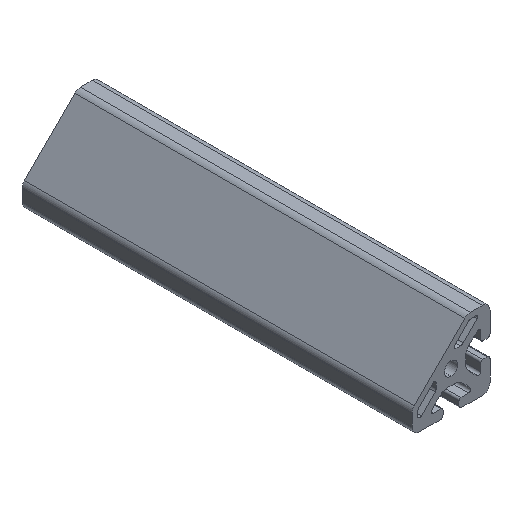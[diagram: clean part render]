
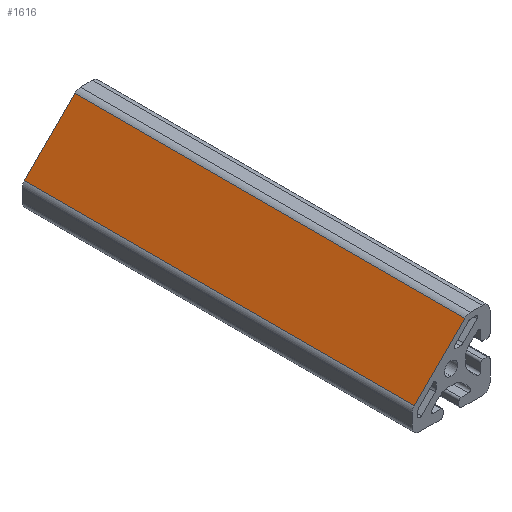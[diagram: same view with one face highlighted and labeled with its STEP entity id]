
A CAD part, isometric view. The second image highlights one B-rep face of the part: STEP entity #1616.
In plain terms, the highlighted planar face has unit normal (-0.707, 0, 0.707).
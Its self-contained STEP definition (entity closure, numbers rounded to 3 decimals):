
#53 = ORIENTED_EDGE ( 'NONE', *, *, #2107, .T. ) ;
#69 = DIRECTION ( 'NONE',  ( 0., 1., 0. ) ) ;
#83 = LINE ( 'NONE', #1978, #1636 ) ;
#95 = ORIENTED_EDGE ( 'NONE', *, *, #677, .T. ) ;
#134 = DIRECTION ( 'NONE',  ( 0.707, 0., 0.707 ) ) ;
#258 = CARTESIAN_POINT ( 'NONE',  ( -18.828, 0., -7.113 ) ) ;
#278 = CARTESIAN_POINT ( 'NONE',  ( -18.828, 200., -7.113 ) ) ;
#303 = PLANE ( 'NONE',  #632 ) ;
#501 = VECTOR ( 'NONE', #1802, 1000. ) ;
#505 = VERTEX_POINT ( 'NONE', #1080 ) ;
#632 = AXIS2_PLACEMENT_3D ( 'NONE', #2163, #1830, #134 ) ;
#677 = EDGE_CURVE ( 'NONE', #505, #2207, #941, .T. ) ;
#702 = VECTOR ( 'NONE', #924, 1000. ) ;
#736 = ORIENTED_EDGE ( 'NONE', *, *, #2084, .T. ) ;
#774 = FACE_OUTER_BOUND ( 'NONE', #2171, .T. ) ;
#924 = DIRECTION ( 'NONE',  ( 0., -1., 0. ) ) ;
#937 = VECTOR ( 'NONE', #69, 1000. ) ;
#941 = LINE ( 'NONE', #1467, #501 ) ;
#1080 = CARTESIAN_POINT ( 'NONE',  ( 7.113, 200., 18.828 ) ) ;
#1372 = CARTESIAN_POINT ( 'NONE',  ( -18.828, 0., -7.113 ) ) ;
#1373 = ORIENTED_EDGE ( 'NONE', *, *, #1511, .T. ) ;
#1421 = CARTESIAN_POINT ( 'NONE',  ( 7.113, 0., 18.828 ) ) ;
#1424 = DIRECTION ( 'NONE',  ( 0.707, 0., 0.707 ) ) ;
#1467 = CARTESIAN_POINT ( 'NONE',  ( -18.828, 200., -7.113 ) ) ;
#1511 = EDGE_CURVE ( 'NONE', #1554, #505, #2034, .T. ) ;
#1554 = VERTEX_POINT ( 'NONE', #1608 ) ;
#1608 = CARTESIAN_POINT ( 'NONE',  ( 7.113, 0., 18.828 ) ) ;
#1616 = ADVANCED_FACE ( 'NONE', ( #774 ), #303, .T. ) ;
#1636 = VECTOR ( 'NONE', #1424, 1000. ) ;
#1802 = DIRECTION ( 'NONE',  ( -0.707, 0., -0.707 ) ) ;
#1830 = DIRECTION ( 'NONE',  ( -0.707, 0., 0.707 ) ) ;
#1910 = VERTEX_POINT ( 'NONE', #1372 ) ;
#1978 = CARTESIAN_POINT ( 'NONE',  ( -18.828, 0., -7.113 ) ) ;
#2034 = LINE ( 'NONE', #1421, #937 ) ;
#2084 = EDGE_CURVE ( 'NONE', #2207, #1910, #2087, .T. ) ;
#2087 = LINE ( 'NONE', #258, #702 ) ;
#2107 = EDGE_CURVE ( 'NONE', #1910, #1554, #83, .T. ) ;
#2163 = CARTESIAN_POINT ( 'NONE',  ( -18.828, 0., -7.113 ) ) ;
#2171 = EDGE_LOOP ( 'NONE', ( #53, #1373, #95, #736 ) ) ;
#2207 = VERTEX_POINT ( 'NONE', #278 ) ;
